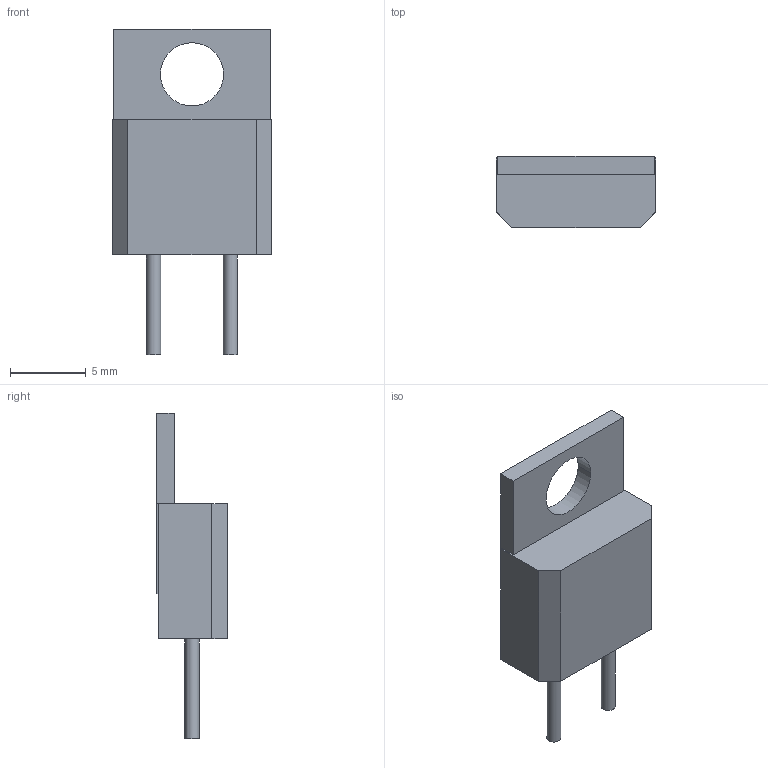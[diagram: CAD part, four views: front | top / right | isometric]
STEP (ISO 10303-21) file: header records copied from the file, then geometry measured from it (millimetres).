
FILE_DESCRIPTION(('STEP AP214'),'1');
FILE_NAME('TO-220AC_MBR','2019-06-25T06:49:06',(''),(''),'','','');
FILE_SCHEMA(('AUTOMOTIVE_DESIGN'));
Length unit declared in the file: millimetre
Products named in the file (1): product
Bounding box: 10.54 x 4.7 x 21.54 mm (x, y, z)
Volume: 9.2 mm3; surface area: 646.8 mm2
Topology: 2 solids, 25 shells, 29 faces, 104 edges, 102 vertices
Faces by surface type: plane 25, cylinder 4
Full cylindrical faces by diameter (mm): 0.94 x2
Entity records: 1280 total; most frequent: CARTESIAN_POINT 236, VERTEX_POINT 198, DIRECTION 176, ORIENTED_EDGE 106, EDGE_CURVE 102, LINE 92, VECTOR 92, AXIS2_PLACEMENT_3D 42
